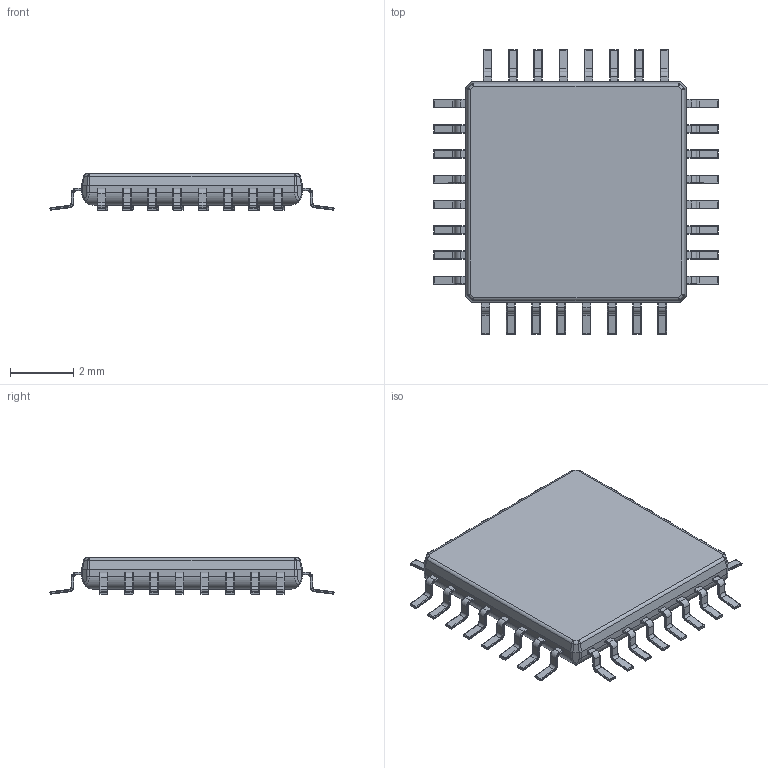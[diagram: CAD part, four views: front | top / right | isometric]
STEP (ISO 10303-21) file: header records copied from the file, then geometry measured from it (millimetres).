
FILE_DESCRIPTION (( 'STEP AP214' ), '1' );
FILE_NAME ('User Library-tqfp32-6.STEP', '2024-06-02T17:40:24', ( '' ), ( '' ), 'SwSTEP 2.0', 'SolidWorks 2022', '' );
FILE_SCHEMA (( 'AUTOMOTIVE_DESIGN' ));
Length unit declared in the file: millimetre
Products named in the file (3): User Library-tqfp32-6; Part 2; Part 1
Assembly tree (33 placements, depth 2):
  User Library-tqfp32-6
    Part 1  x32
    Part 2
Bounding box: 9 x 9 x 1.16 mm (x, y, z)
Volume: 48.6 mm3; surface area: 154.3 mm2
Topology: 33 solids, 33 shells, 1502 faces, 3504 edges, 2132 vertices
Faces by surface type: plane 658, cylinder 572, torus 256, bspline 8, sphere 8
Entity records: 7849 total; most frequent: CARTESIAN_POINT 1601, ORIENTED_EDGE 1242, DIRECTION 1221, EDGE_CURVE 621, LINE 501, VECTOR 501, VERTEX_POINT 396, AXIS2_PLACEMENT_3D 360
